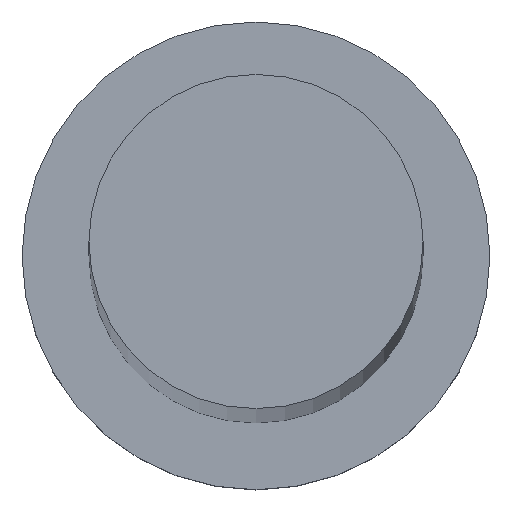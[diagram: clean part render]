
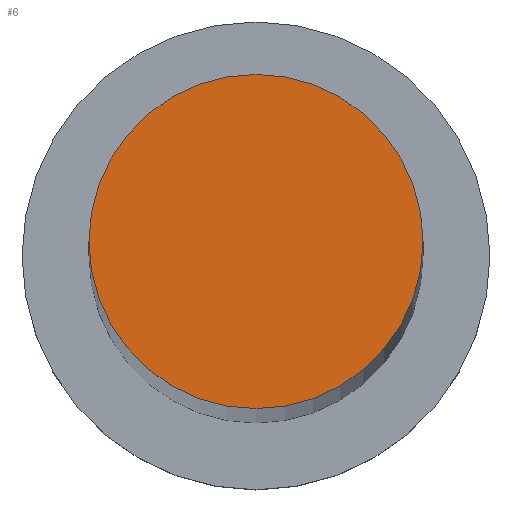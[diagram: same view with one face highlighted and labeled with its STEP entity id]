
A CAD part, top view. The second image highlights one B-rep face of the part: STEP entity #6.
In plain terms, the highlighted planar face has unit normal (0, 0, 1).
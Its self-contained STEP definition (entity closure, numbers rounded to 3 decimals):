
#6 = ADVANCED_FACE ( 'NONE', ( #26 ), #7, .T. ) ;
#7 = PLANE ( 'NONE',  #69 ) ;
#19 = DIRECTION ( 'NONE',  ( 0., 0., 1. ) ) ;
#21 = AXIS2_PLACEMENT_3D ( 'NONE', #82, #56, #38 ) ;
#26 = FACE_OUTER_BOUND ( 'NONE', #94, .T. ) ;
#38 = DIRECTION ( 'NONE',  ( 1., 0., 0. ) ) ;
#39 = CARTESIAN_POINT ( 'NONE',  ( -10., 0., 500. ) ) ;
#56 = DIRECTION ( 'NONE',  ( 0., 0., 1. ) ) ;
#69 = AXIS2_PLACEMENT_3D ( 'NONE', #242, #202, #199 ) ;
#82 = CARTESIAN_POINT ( 'NONE',  ( 0., 0., 500. ) ) ;
#83 = DIRECTION ( 'NONE',  ( 1., 0., 0. ) ) ;
#86 = EDGE_CURVE ( 'NONE', #192, #91, #129, .T. ) ;
#87 = EDGE_CURVE ( 'NONE', #91, #192, #121, .T. ) ;
#91 = VERTEX_POINT ( 'NONE', #154 ) ;
#94 = EDGE_LOOP ( 'NONE', ( #114, #160 ) ) ;
#114 = ORIENTED_EDGE ( 'NONE', *, *, #86, .T. ) ;
#121 = CIRCLE ( 'NONE', #163, 10. ) ;
#129 = CIRCLE ( 'NONE', #21, 10. ) ;
#154 = CARTESIAN_POINT ( 'NONE',  ( 10., 0., 500. ) ) ;
#160 = ORIENTED_EDGE ( 'NONE', *, *, #87, .T. ) ;
#163 = AXIS2_PLACEMENT_3D ( 'NONE', #188, #19, #83 ) ;
#188 = CARTESIAN_POINT ( 'NONE',  ( 0., 0., 500. ) ) ;
#192 = VERTEX_POINT ( 'NONE', #39 ) ;
#199 = DIRECTION ( 'NONE',  ( 1., 0., 0. ) ) ;
#202 = DIRECTION ( 'NONE',  ( 0., 0., 1. ) ) ;
#242 = CARTESIAN_POINT ( 'NONE',  ( 0., 0., 500. ) ) ;
